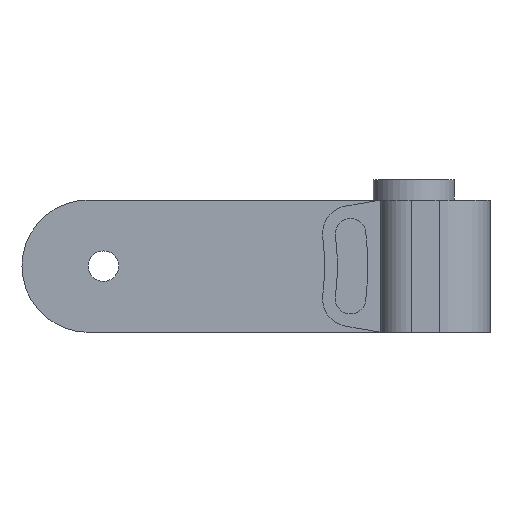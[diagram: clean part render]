
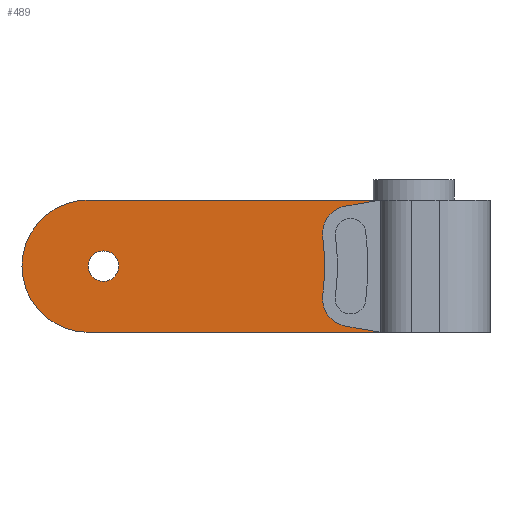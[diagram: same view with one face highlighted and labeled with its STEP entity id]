
A CAD part, front view. The second image highlights one B-rep face of the part: STEP entity #489.
In plain terms, the highlighted planar face has unit normal (0, -1, 0).
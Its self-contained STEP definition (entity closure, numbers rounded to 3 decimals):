
#26 = CARTESIAN_POINT ( 'NONE',  ( -48.5, -46.5, 4. ) ) ;
#48 = AXIS2_PLACEMENT_3D ( 'NONE', #1380, #1022, #1755 ) ;
#51 = PLANE ( 'NONE',  #2104 ) ;
#77 = ORIENTED_EDGE ( 'NONE', *, *, #616, .T. ) ;
#78 = CARTESIAN_POINT ( 'NONE',  ( -40.5, -46.5, 4. ) ) ;
#120 = CARTESIAN_POINT ( 'NONE',  ( -14.722, -46.5, 0.606 ) ) ;
#129 = DIRECTION ( 'NONE',  ( 0., 1., 0. ) ) ;
#163 = CARTESIAN_POINT ( 'NONE',  ( -17.697, -46.5, 7.002 ) ) ;
#166 = AXIS2_PLACEMENT_3D ( 'NONE', #1414, #2146, #2362 ) ;
#169 = CARTESIAN_POINT ( 'NONE',  ( -42., -46.5, 4. ) ) ;
#198 = CARTESIAN_POINT ( 'NONE',  ( -40.5, -46.5, 4. ) ) ;
#208 = CARTESIAN_POINT ( 'NONE',  ( -42., -46.5, -2.5 ) ) ;
#233 = CARTESIAN_POINT ( 'NONE',  ( -11., -46.5, -2.5 ) ) ;
#247 = EDGE_LOOP ( 'NONE', ( #790, #1869, #2194, #77, #411 ) ) ;
#254 = CARTESIAN_POINT ( 'NONE',  ( -17.697, -46.5, 0.998 ) ) ;
#282 = AXIS2_PLACEMENT_3D ( 'NONE', #1223, #1957, #1048 ) ;
#291 = DIRECTION ( 'NONE',  ( 1., 0., 0. ) ) ;
#323 = AXIS2_PLACEMENT_3D ( 'NONE', #1222, #129, #479 ) ;
#411 = ORIENTED_EDGE ( 'NONE', *, *, #1406, .F. ) ;
#432 = FACE_BOUND ( 'NONE', #1498, .T. ) ;
#449 = VERTEX_POINT ( 'NONE', #26 ) ;
#468 = AXIS2_PLACEMENT_3D ( 'NONE', #78, #1381, #822 ) ;
#479 = DIRECTION ( 'NONE',  ( 0., 0., 1. ) ) ;
#489 = ADVANCED_FACE ( 'NONE', ( #2066, #432, #778 ), #51, .F. ) ;
#496 = CARTESIAN_POINT ( 'NONE',  ( 0., -46.5, -2.5 ) ) ;
#516 = CIRCLE ( 'NONE', #1960, 6.5 ) ;
#521 = DIRECTION ( 'NONE',  ( 0., 1., 0. ) ) ;
#529 = CARTESIAN_POINT ( 'NONE',  ( -40.5, -46.5, 5.5 ) ) ;
#542 = DIRECTION ( 'NONE',  ( 0., -1., 0. ) ) ;
#551 = EDGE_CURVE ( 'NONE', #2196, #1495, #835, .T. ) ;
#564 = ORIENTED_EDGE ( 'NONE', *, *, #2325, .T. ) ;
#588 = CIRCLE ( 'NONE', #1462, 1.5 ) ;
#616 = EDGE_CURVE ( 'NONE', #1610, #1144, #2129, .T. ) ;
#620 = VECTOR ( 'NONE', #291, 1000. ) ;
#668 = EDGE_CURVE ( 'NONE', #2196, #449, #516, .T. ) ;
#672 = DIRECTION ( 'NONE',  ( 0., -1., 0. ) ) ;
#693 = CARTESIAN_POINT ( 'NONE',  ( -11., -46.5, 8. ) ) ;
#707 = CIRCLE ( 'NONE', #468, 1.5 ) ;
#778 = FACE_OUTER_BOUND ( 'NONE', #247, .T. ) ;
#790 = ORIENTED_EDGE ( 'NONE', *, *, #551, .F. ) ;
#797 = CARTESIAN_POINT ( 'NONE',  ( -11., -46.5, 10.5 ) ) ;
#821 = CARTESIAN_POINT ( 'NONE',  ( -42., -46.5, 4. ) ) ;
#822 = DIRECTION ( 'NONE',  ( 0., 0., 1. ) ) ;
#835 = LINE ( 'NONE', #1041, #620 ) ;
#858 = DIRECTION ( 'NONE',  ( 0., 0., 1. ) ) ;
#888 = CIRCLE ( 'NONE', #166, 26. ) ;
#891 = CIRCLE ( 'NONE', #282, 1.5 ) ;
#911 = VERTEX_POINT ( 'NONE', #1192 ) ;
#988 = CARTESIAN_POINT ( 'NONE',  ( -40.5, -46.5, 2.5 ) ) ;
#1021 = ORIENTED_EDGE ( 'NONE', *, *, #1438, .T. ) ;
#1022 = DIRECTION ( 'NONE',  ( 0., -1., 0. ) ) ;
#1041 = CARTESIAN_POINT ( 'NONE',  ( 0., -46.5, 10.5 ) ) ;
#1043 = EDGE_LOOP ( 'NONE', ( #1862, #564, #1021, #2166, #1983 ) ) ;
#1048 = DIRECTION ( 'NONE',  ( 0., 0., 1. ) ) ;
#1079 = AXIS2_PLACEMENT_3D ( 'NONE', #198, #2212, #2227 ) ;
#1104 = ORIENTED_EDGE ( 'NONE', *, *, #1199, .T. ) ;
#1144 = VERTEX_POINT ( 'NONE', #233 ) ;
#1154 = CARTESIAN_POINT ( 'NONE',  ( 0., -46.5, 8. ) ) ;
#1192 = CARTESIAN_POINT ( 'NONE',  ( -16.21, -46.5, -0.698 ) ) ;
#1199 = EDGE_CURVE ( 'NONE', #1326, #2258, #1309, .T. ) ;
#1222 = CARTESIAN_POINT ( 'NONE',  ( -16.21, -46.5, 7.198 ) ) ;
#1223 = CARTESIAN_POINT ( 'NONE',  ( -16.21, -46.5, 0.802 ) ) ;
#1224 = ORIENTED_EDGE ( 'NONE', *, *, #1349, .T. ) ;
#1308 = CIRCLE ( 'NONE', #323, 1.5 ) ;
#1309 = CIRCLE ( 'NONE', #1079, 1.5 ) ;
#1326 = VERTEX_POINT ( 'NONE', #988 ) ;
#1344 = VECTOR ( 'NONE', #1987, 1000. ) ;
#1349 = EDGE_CURVE ( 'NONE', #2258, #1326, #707, .T. ) ;
#1351 = DIRECTION ( 'NONE',  ( 0., 0., 1. ) ) ;
#1366 = VERTEX_POINT ( 'NONE', #2300 ) ;
#1380 = CARTESIAN_POINT ( 'NONE',  ( -40.5, -46.5, 4. ) ) ;
#1381 = DIRECTION ( 'NONE',  ( 0., 1., 0. ) ) ;
#1383 = AXIS2_PLACEMENT_3D ( 'NONE', #821, #672, #2299 ) ;
#1406 = EDGE_CURVE ( 'NONE', #1495, #1144, #1816, .T. ) ;
#1414 = CARTESIAN_POINT ( 'NONE',  ( -40.5, -46.5, 4. ) ) ;
#1438 = EDGE_CURVE ( 'NONE', #1715, #911, #891, .T. ) ;
#1462 = AXIS2_PLACEMENT_3D ( 'NONE', #2153, #521, #858 ) ;
#1495 = VERTEX_POINT ( 'NONE', #797 ) ;
#1498 = EDGE_LOOP ( 'NONE', ( #1224, #1104 ) ) ;
#1515 = VERTEX_POINT ( 'NONE', #254 ) ;
#1549 = CARTESIAN_POINT ( 'NONE',  ( -42., -46.5, 10.5 ) ) ;
#1576 = CIRCLE ( 'NONE', #48, 23. ) ;
#1610 = VERTEX_POINT ( 'NONE', #208 ) ;
#1650 = DIRECTION ( 'NONE',  ( 0., 0., 1. ) ) ;
#1715 = VERTEX_POINT ( 'NONE', #120 ) ;
#1755 = DIRECTION ( 'NONE',  ( 0., 0., 1. ) ) ;
#1803 = VECTOR ( 'NONE', #2313, 1000. ) ;
#1808 = CIRCLE ( 'NONE', #1383, 6.5 ) ;
#1816 = LINE ( 'NONE', #693, #1803 ) ;
#1862 = ORIENTED_EDGE ( 'NONE', *, *, #2108, .T. ) ;
#1869 = ORIENTED_EDGE ( 'NONE', *, *, #668, .T. ) ;
#1891 = DIRECTION ( 'NONE',  ( 0., 1., 0. ) ) ;
#1957 = DIRECTION ( 'NONE',  ( 0., 1., 0. ) ) ;
#1960 = AXIS2_PLACEMENT_3D ( 'NONE', #169, #542, #1650 ) ;
#1983 = ORIENTED_EDGE ( 'NONE', *, *, #2219, .T. ) ;
#1987 = DIRECTION ( 'NONE',  ( 1., 0., 0. ) ) ;
#2042 = EDGE_CURVE ( 'NONE', #911, #1515, #588, .T. ) ;
#2066 = FACE_BOUND ( 'NONE', #1043, .T. ) ;
#2104 = AXIS2_PLACEMENT_3D ( 'NONE', #1154, #1891, #1351 ) ;
#2108 = EDGE_CURVE ( 'NONE', #2302, #1366, #1308, .T. ) ;
#2129 = LINE ( 'NONE', #496, #1344 ) ;
#2146 = DIRECTION ( 'NONE',  ( 0., 1., 0. ) ) ;
#2153 = CARTESIAN_POINT ( 'NONE',  ( -16.21, -46.5, 0.802 ) ) ;
#2166 = ORIENTED_EDGE ( 'NONE', *, *, #2042, .T. ) ;
#2182 = EDGE_CURVE ( 'NONE', #449, #1610, #1808, .T. ) ;
#2194 = ORIENTED_EDGE ( 'NONE', *, *, #2182, .T. ) ;
#2196 = VERTEX_POINT ( 'NONE', #1549 ) ;
#2212 = DIRECTION ( 'NONE',  ( 0., 1., 0. ) ) ;
#2219 = EDGE_CURVE ( 'NONE', #1515, #2302, #1576, .T. ) ;
#2227 = DIRECTION ( 'NONE',  ( 0., 0., 1. ) ) ;
#2258 = VERTEX_POINT ( 'NONE', #529 ) ;
#2299 = DIRECTION ( 'NONE',  ( 0., 0., 1. ) ) ;
#2300 = CARTESIAN_POINT ( 'NONE',  ( -14.722, -46.5, 7.394 ) ) ;
#2302 = VERTEX_POINT ( 'NONE', #163 ) ;
#2313 = DIRECTION ( 'NONE',  ( 0., 0., -1. ) ) ;
#2325 = EDGE_CURVE ( 'NONE', #1366, #1715, #888, .T. ) ;
#2362 = DIRECTION ( 'NONE',  ( 0., 0., 1. ) ) ;
